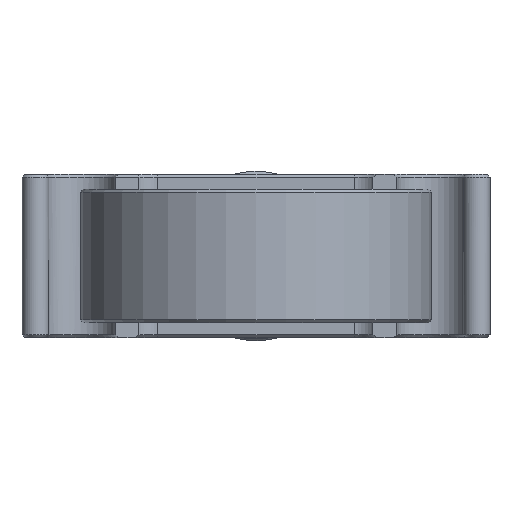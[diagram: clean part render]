
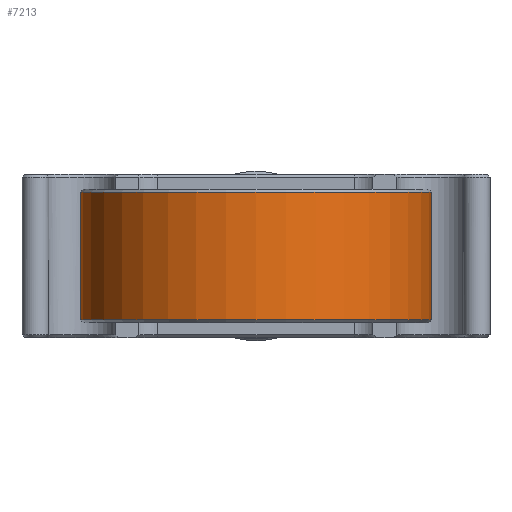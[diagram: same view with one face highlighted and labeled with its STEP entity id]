
A CAD part, front view. The second image highlights one B-rep face of the part: STEP entity #7213.
In plain terms, the highlighted cylindrical face has radius 15 mm (diameter 30 mm), a partial arc.
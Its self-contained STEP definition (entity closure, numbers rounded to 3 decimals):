
#113 = CARTESIAN_POINT ( 'NONE',  ( -15., -15., -5.715 ) ) ;
#821 = FACE_OUTER_BOUND ( 'NONE', #17052, .T. ) ;
#1024 = VERTEX_POINT ( 'NONE', #12233 ) ;
#2558 = AXIS2_PLACEMENT_3D ( 'NONE', #27813, #18644, #23001 ) ;
#3552 = AXIS2_PLACEMENT_3D ( 'NONE', #25311, #20761, #16329 ) ;
#5823 = EDGE_CURVE ( 'NONE', #1024, #20829, #6146, .T. ) ;
#6146 = CIRCLE ( 'NONE', #3552, 15. ) ;
#6351 = DIRECTION ( 'NONE',  ( 0., 0., 1. ) ) ;
#6451 = DIRECTION ( 'NONE',  ( 1., 0., 0. ) ) ;
#7139 = CARTESIAN_POINT ( 'NONE',  ( 15., -15., 5.465 ) ) ;
#7213 = ADVANCED_FACE ( 'NONE', ( #821 ), #8903, .T. ) ;
#8903 = CYLINDRICAL_SURFACE ( 'NONE', #11428, 15. ) ;
#11428 = AXIS2_PLACEMENT_3D ( 'NONE', #26210, #15027, #6451 ) ;
#11636 = VERTEX_POINT ( 'NONE', #7139 ) ;
#12233 = CARTESIAN_POINT ( 'NONE',  ( -15., -15., -5.465 ) ) ;
#13924 = EDGE_CURVE ( 'NONE', #20829, #11636, #20226, .T. ) ;
#14107 = EDGE_CURVE ( 'NONE', #11636, #21721, #15970, .T. ) ;
#14844 = VECTOR ( 'NONE', #22596, 1000. ) ;
#15027 = DIRECTION ( 'NONE',  ( 0., 0., 1. ) ) ;
#15299 = CARTESIAN_POINT ( 'NONE',  ( 15., -15., -5.715 ) ) ;
#15970 = CIRCLE ( 'NONE', #2558, 15. ) ;
#16329 = DIRECTION ( 'NONE',  ( -1., 0., 0. ) ) ;
#17052 = EDGE_LOOP ( 'NONE', ( #18461, #19590, #21792, #26132 ) ) ;
#18461 = ORIENTED_EDGE ( 'NONE', *, *, #22446, .F. ) ;
#18644 = DIRECTION ( 'NONE',  ( 0., 0., -1. ) ) ;
#19590 = ORIENTED_EDGE ( 'NONE', *, *, #5823, .T. ) ;
#20226 = LINE ( 'NONE', #15299, #24480 ) ;
#20761 = DIRECTION ( 'NONE',  ( 0., 0., 1. ) ) ;
#20829 = VERTEX_POINT ( 'NONE', #25888 ) ;
#20969 = CARTESIAN_POINT ( 'NONE',  ( -15., -15., 5.465 ) ) ;
#21721 = VERTEX_POINT ( 'NONE', #20969 ) ;
#21792 = ORIENTED_EDGE ( 'NONE', *, *, #13924, .T. ) ;
#22446 = EDGE_CURVE ( 'NONE', #1024, #21721, #27833, .T. ) ;
#22596 = DIRECTION ( 'NONE',  ( 0., 0., 1. ) ) ;
#23001 = DIRECTION ( 'NONE',  ( -1., 0., 0. ) ) ;
#24480 = VECTOR ( 'NONE', #6351, 1000. ) ;
#25311 = CARTESIAN_POINT ( 'NONE',  ( 0., -15., -5.465 ) ) ;
#25888 = CARTESIAN_POINT ( 'NONE',  ( 15., -15., -5.465 ) ) ;
#26132 = ORIENTED_EDGE ( 'NONE', *, *, #14107, .T. ) ;
#26210 = CARTESIAN_POINT ( 'NONE',  ( 0., -15., -5.715 ) ) ;
#27813 = CARTESIAN_POINT ( 'NONE',  ( 0., -15., 5.465 ) ) ;
#27833 = LINE ( 'NONE', #113, #14844 ) ;
